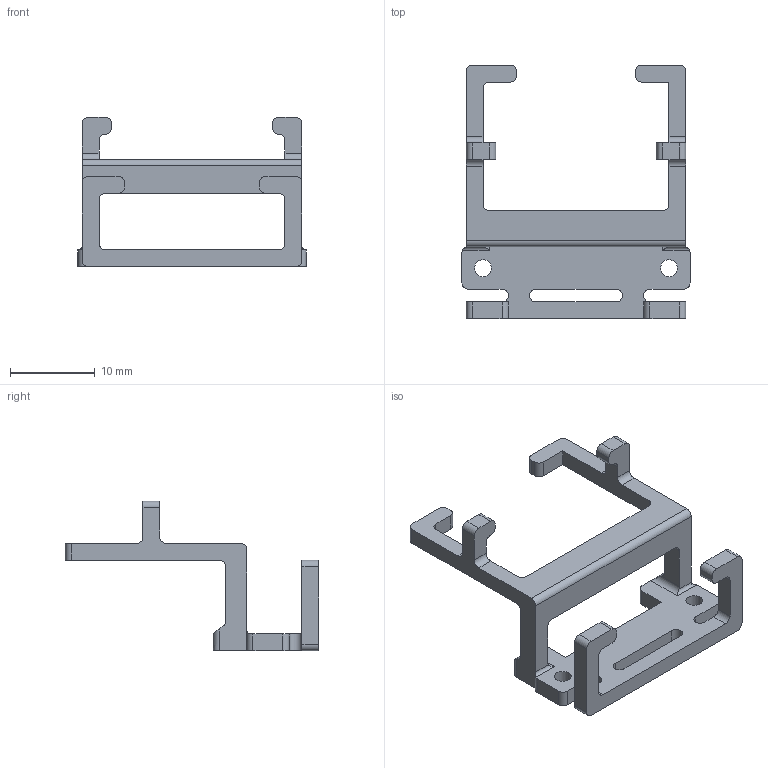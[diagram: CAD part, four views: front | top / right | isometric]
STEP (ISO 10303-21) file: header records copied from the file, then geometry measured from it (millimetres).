
FILE_DESCRIPTION(/* description */ (''),/* implementation_level */ '2;1');
FILE_NAME(/* name */ 'battery-stopper-3.stp',/* time_stamp */ '2025-02-09T09:01:51+09:00',/* author */ ('IshiiLabHonda'),/* organization */ (''),/* preprocessor_version */ 'ST-DEVELOPER v19.2',/* originating_system */ 'Autodesk Inventor 2023',/* authorisation */ '');
FILE_SCHEMA (('AUTOMOTIVE_DESIGN { 1 0 10303 214 3 1 1 }'));
Length unit declared in the file: millimetre
Products named in the file (1): battery-stopper-3
Bounding box: 27 x 30 x 17.7 mm (x, y, z)
Volume: 1195.9 mm3; surface area: 1882.2 mm2
Topology: 1 solids, 1 shells, 113 faces, 441 edges, 460 vertices
Faces by surface type: cylinder 57, plane 56
Full cylindrical faces by diameter (mm): 2 x2
Entity records: 4377 total; most frequent: CARTESIAN_POINT 949, DIRECTION 673, ORIENTED_EDGE 670, EDGE_CURVE 335, AXIS2_PLACEMENT_3D 226, VERTEX_POINT 222, LINE 221, VECTOR 221
